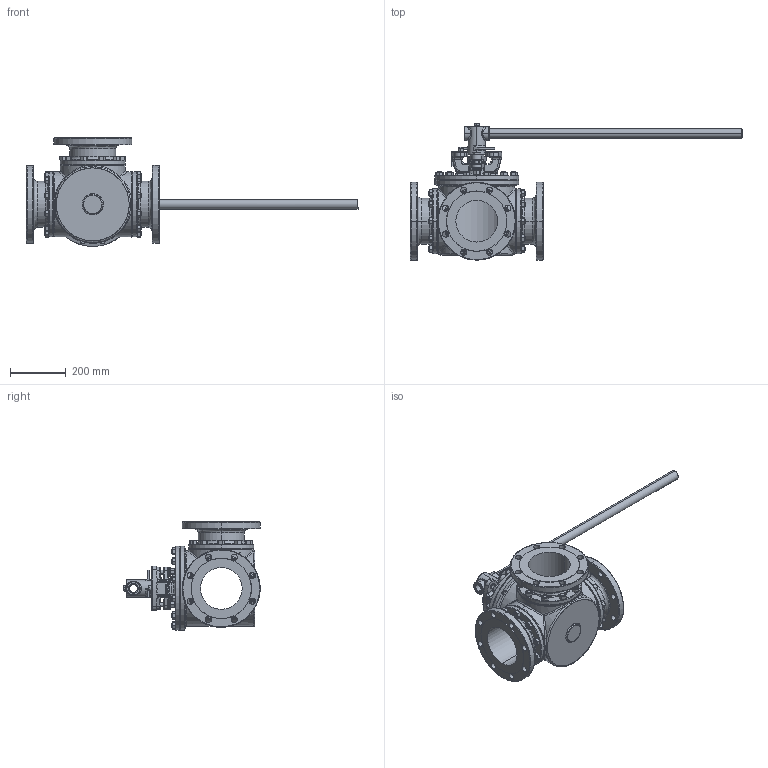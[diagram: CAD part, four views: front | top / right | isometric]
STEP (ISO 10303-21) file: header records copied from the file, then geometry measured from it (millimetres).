
FILE_DESCRIPTION (( 'STEP AP214' ), '1' );
FILE_NAME ('31-F1-0600-XXX.step', '2019-08-21T18:10:05', ( '' ), ( '' ), 'SwSTEP 2.0', 'SolidWorks 2019', '' );
FILE_SCHEMA (( 'AUTOMOTIVE_DESIGN' ));
Length unit declared in the file: inch
Products named in the file (2): 31-F1-0600-XXX
Bounding box: 1191.5 x 489.51 x 391 mm (x, y, z)
Surface area: 1723754.2 mm2 (no closed solid volume)
Topology: 0 solids, 210 shells, 1343 faces, 4234 edges, 3007 vertices
Faces by surface type: plane 417, cylinder 369, cone 329, bspline 228
Entity records: 109296 total; most frequent: CARTESIAN_POINT 57505, DIRECTION 6743, ORIENTED_EDGE 6440, EDGE_CURVE 4225, VERTEX_POINT 3007, AXIS2_PLACEMENT_3D 2855, CIRCLE 1738, EDGE_LOOP 1571
